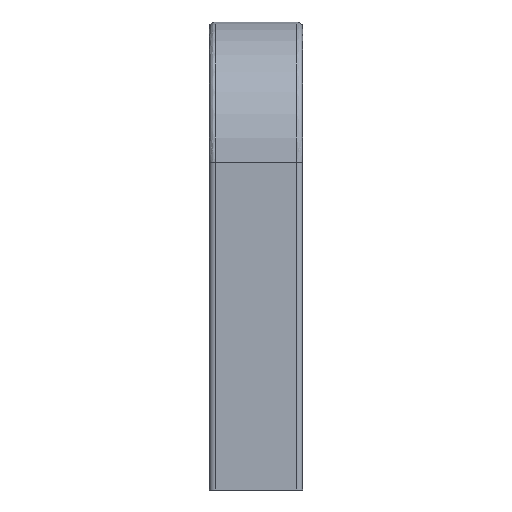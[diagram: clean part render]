
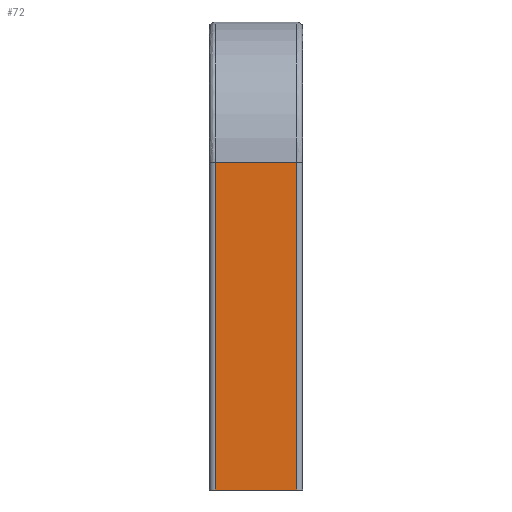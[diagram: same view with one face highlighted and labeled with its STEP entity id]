
A CAD part, left-side view. The second image highlights one B-rep face of the part: STEP entity #72.
In plain terms, the highlighted planar face has unit normal (-1, 0, 0).
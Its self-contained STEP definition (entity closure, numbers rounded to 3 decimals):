
#72=ADVANCED_FACE('',(#401),#400,.T.);
#400=PLANE('',#862);
#401=FACE_OUTER_BOUND('',#863,.T.);
#859=CARTESIAN_POINT('',(-48.5,-4.2,-2.8));
#860=DIRECTION('',(-1.,0.,0.));
#861=DIRECTION('',(0.,0.,1.));
#862=AXIS2_PLACEMENT_3D('',#859,#860,#861);
#863=EDGE_LOOP('',(#1072,#1073,#1074,#1075));
#1072=ORIENTED_EDGE('',*,*,#1197,.T.);
#1073=ORIENTED_EDGE('',*,*,#1179,.F.);
#1074=ORIENTED_EDGE('',*,*,#1182,.F.);
#1075=ORIENTED_EDGE('',*,*,#1199,.T.);
#1179=EDGE_CURVE('',#1307,#1622,#1629,.T.);
#1182=EDGE_CURVE('',#1642,#1307,#1649,.T.);
#1197=EDGE_CURVE('',#1745,#1622,#1746,.T.);
#1199=EDGE_CURVE('',#1642,#1745,#1758,.T.);
#1307=VERTEX_POINT('',#1887);
#1622=VERTEX_POINT('',#2081);
#1629=LINE('',#2086,#2087);
#1642=VERTEX_POINT('',#2093);
#1649=LINE('',#2098,#2099);
#1745=VERTEX_POINT('',#2153);
#1746=LINE('',#2154,#2155);
#1758=LINE('',#2161,#2162);
#1887=CARTESIAN_POINT('',(-48.5,3.5,28.));
#2081=CARTESIAN_POINT('',(-48.5,-3.5,28.));
#2086=CARTESIAN_POINT('',(-48.5,3.5,28.));
#2087=VECTOR('',#2088,7.);
#2088=DIRECTION('',(0.,-1.,0.));
#2093=CARTESIAN_POINT('',(-48.5,3.5,0.));
#2098=CARTESIAN_POINT('',(-48.5,3.5,0.));
#2099=VECTOR('',#2100,28.);
#2100=DIRECTION('',(0.,0.,1.));
#2153=CARTESIAN_POINT('',(-48.5,-3.5,0.));
#2154=CARTESIAN_POINT('',(-48.5,-3.5,0.));
#2155=VECTOR('',#2156,28.);
#2156=DIRECTION('',(0.,0.,1.));
#2161=CARTESIAN_POINT('',(-48.5,3.5,0.));
#2162=VECTOR('',#2163,7.);
#2163=DIRECTION('',(0.,-1.,0.));
